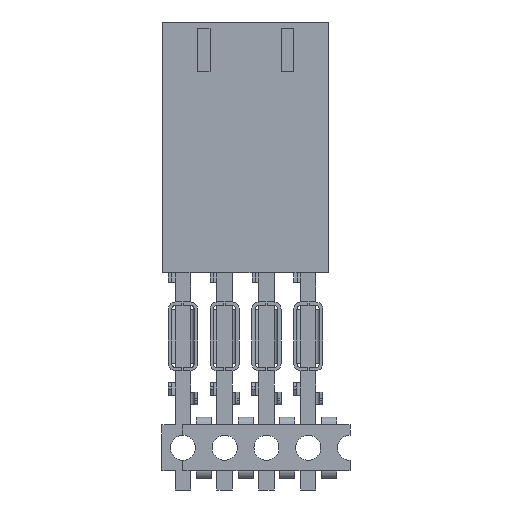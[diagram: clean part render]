
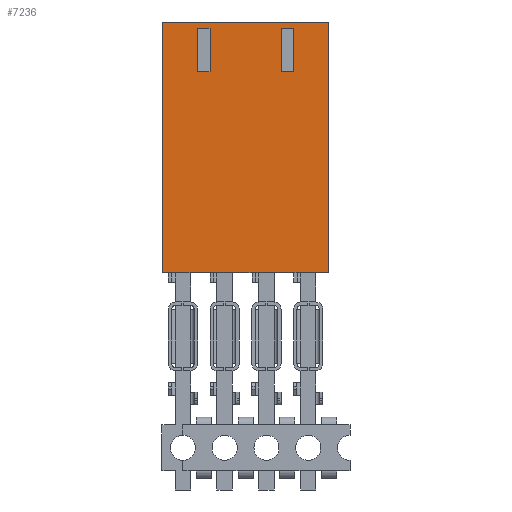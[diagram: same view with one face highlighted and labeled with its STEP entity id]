
A CAD part, front view. The second image highlights one B-rep face of the part: STEP entity #7236.
In plain terms, the highlighted planar face has unit normal (0, -1, 0).
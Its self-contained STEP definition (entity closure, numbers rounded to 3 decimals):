
#84=DIRECTION('',(1.,0.,0.));
#85=VECTOR('',#84,10.109);
#86=CARTESIAN_POINT('',(-5.055,-1.245,0.));
#87=LINE('',#86,#85);
#156=DIRECTION('',(0.,0.,-1.));
#157=VECTOR('',#156,2.642);
#158=CARTESIAN_POINT('',(-2.921,-1.245,-0.381));
#159=LINE('',#158,#157);
#160=DIRECTION('',(1.,0.,0.));
#161=VECTOR('',#160,0.762);
#162=CARTESIAN_POINT('',(-2.921,-1.245,-3.023));
#163=LINE('',#162,#161);
#164=DIRECTION('',(0.,0.,1.));
#165=VECTOR('',#164,2.642);
#166=CARTESIAN_POINT('',(-2.159,-1.245,-3.023));
#167=LINE('',#166,#165);
#168=DIRECTION('',(-1.,0.,0.));
#169=VECTOR('',#168,0.762);
#170=CARTESIAN_POINT('',(-2.159,-1.245,-0.381));
#171=LINE('',#170,#169);
#172=DIRECTION('',(0.,0.,1.));
#173=VECTOR('',#172,2.642);
#174=CARTESIAN_POINT('',(2.921,-1.245,-3.023));
#175=LINE('',#174,#173);
#176=DIRECTION('',(-1.,0.,0.));
#177=VECTOR('',#176,0.762);
#178=CARTESIAN_POINT('',(2.921,-1.245,-0.381));
#179=LINE('',#178,#177);
#180=DIRECTION('',(0.,0.,-1.));
#181=VECTOR('',#180,2.642);
#182=CARTESIAN_POINT('',(2.159,-1.245,-0.381));
#183=LINE('',#182,#181);
#184=DIRECTION('',(1.,0.,0.));
#185=VECTOR('',#184,0.762);
#186=CARTESIAN_POINT('',(2.159,-1.245,-3.023));
#187=LINE('',#186,#185);
#188=DIRECTION('',(-1.,0.,0.));
#189=VECTOR('',#188,0.203);
#190=CARTESIAN_POINT('',(0.597,-1.245,-15.24));
#191=LINE('',#190,#189);
#192=DIRECTION('',(-1.,0.,0.));
#193=VECTOR('',#192,0.203);
#194=CARTESIAN_POINT('',(-1.943,-1.245,-15.24));
#195=LINE('',#194,#193);
#196=DIRECTION('',(-1.,0.,0.));
#197=VECTOR('',#196,0.203);
#198=CARTESIAN_POINT('',(-4.483,-1.245,-15.24));
#199=LINE('',#198,#197);
#200=DIRECTION('',(0.,0.,-1.));
#201=VECTOR('',#200,15.24);
#202=CARTESIAN_POINT('',(-5.055,-1.245,0.));
#203=LINE('',#202,#201);
#204=DIRECTION('',(-1.,0.,0.));
#205=VECTOR('',#204,0.203);
#206=CARTESIAN_POINT('',(3.137,-1.245,-15.24));
#207=LINE('',#206,#205);
#276=DIRECTION('',(1.,0.,0.));
#277=VECTOR('',#276,1.918);
#278=CARTESIAN_POINT('',(3.137,-1.245,-15.24));
#279=LINE('',#278,#277);
#292=DIRECTION('',(1.,0.,0.));
#293=VECTOR('',#292,0.368);
#294=CARTESIAN_POINT('',(-5.055,-1.245,-15.24));
#295=LINE('',#294,#293);
#338=DIRECTION('',(1.,0.,0.));
#339=VECTOR('',#338,2.337);
#340=CARTESIAN_POINT('',(-4.483,-1.245,-15.24));
#341=LINE('',#340,#339);
#384=DIRECTION('',(1.,0.,0.));
#385=VECTOR('',#384,2.337);
#386=CARTESIAN_POINT('',(-1.943,-1.245,-15.24));
#387=LINE('',#386,#385);
#430=DIRECTION('',(1.,0.,0.));
#431=VECTOR('',#430,2.337);
#432=CARTESIAN_POINT('',(0.597,-1.245,-15.24));
#433=LINE('',#432,#431);
#4822=DIRECTION('',(0.,0.,-1.));
#4823=VECTOR('',#4822,15.24);
#4824=CARTESIAN_POINT('',(5.055,-1.245,0.));
#4825=LINE('',#4824,#4823);
#5525=CARTESIAN_POINT('',(-5.055,-1.245,0.));
#5527=VERTEX_POINT('',#5525);
#5528=CARTESIAN_POINT('',(5.055,-1.245,0.));
#5529=VERTEX_POINT('',#5528);
#5533=CARTESIAN_POINT('',(-5.055,-1.245,-15.24));
#5535=VERTEX_POINT('',#5533);
#5536=CARTESIAN_POINT('',(5.055,-1.245,-15.24));
#5538=VERTEX_POINT('',#5536);
#5604=CARTESIAN_POINT('',(-2.921,-1.245,-0.381));
#5605=CARTESIAN_POINT('',(-2.921,-1.245,-3.023));
#5606=VERTEX_POINT('',#5604);
#5607=VERTEX_POINT('',#5605);
#5608=CARTESIAN_POINT('',(-2.159,-1.245,-3.023));
#5609=VERTEX_POINT('',#5608);
#5610=CARTESIAN_POINT('',(-2.159,-1.245,-0.381));
#5611=VERTEX_POINT('',#5610);
#5736=CARTESIAN_POINT('',(2.921,-1.245,-3.023));
#5737=CARTESIAN_POINT('',(2.921,-1.245,-0.381));
#5738=VERTEX_POINT('',#5736);
#5739=VERTEX_POINT('',#5737);
#5740=CARTESIAN_POINT('',(2.159,-1.245,-3.023));
#5741=VERTEX_POINT('',#5740);
#5742=CARTESIAN_POINT('',(2.159,-1.245,-0.381));
#5743=VERTEX_POINT('',#5742);
#6029=CARTESIAN_POINT('',(-4.686,-1.245,-15.24));
#6031=VERTEX_POINT('',#6029);
#6181=CARTESIAN_POINT('',(-4.483,-1.245,-15.24));
#6183=VERTEX_POINT('',#6181);
#6235=CARTESIAN_POINT('',(-1.943,-1.245,-15.24));
#6237=VERTEX_POINT('',#6235);
#6239=CARTESIAN_POINT('',(-2.146,-1.245,-15.24));
#6241=VERTEX_POINT('',#6239);
#6536=CARTESIAN_POINT('',(0.597,-1.245,-15.24));
#6538=VERTEX_POINT('',#6536);
#6540=CARTESIAN_POINT('',(0.394,-1.245,-15.24));
#6542=VERTEX_POINT('',#6540);
#6843=CARTESIAN_POINT('',(3.137,-1.245,-15.24));
#6845=VERTEX_POINT('',#6843);
#6847=CARTESIAN_POINT('',(2.934,-1.245,-15.24));
#6849=VERTEX_POINT('',#6847);
#7187=CARTESIAN_POINT('',(-5.055,-1.245,0.));
#7188=DIRECTION('',(0.,-1.,0.));
#7189=DIRECTION('',(1.,0.,0.));
#7190=AXIS2_PLACEMENT_3D('',#7187,#7188,#7189);
#7191=PLANE('',#7190);
#7193=ORIENTED_EDGE('',*,*,#7192,.F.);
#7195=ORIENTED_EDGE('',*,*,#7194,.T.);
#7197=ORIENTED_EDGE('',*,*,#7196,.F.);
#7199=ORIENTED_EDGE('',*,*,#7198,.T.);
#7201=ORIENTED_EDGE('',*,*,#7200,.F.);
#7203=ORIENTED_EDGE('',*,*,#7202,.T.);
#7205=ORIENTED_EDGE('',*,*,#7204,.F.);
#7206=ORIENTED_EDGE('',*,*,#7178,.F.);
#7207=ORIENTED_EDGE('',*,*,#7127,.T.);
#7209=ORIENTED_EDGE('',*,*,#7208,.T.);
#7211=ORIENTED_EDGE('',*,*,#7210,.F.);
#7213=ORIENTED_EDGE('',*,*,#7212,.T.);
#7214=EDGE_LOOP('',(#7193,#7195,#7197,#7199,#7201,#7203,#7205,#7206,#7207,#7209,
#7211,#7213));
#7215=FACE_OUTER_BOUND('',#7214,.F.);
#7217=ORIENTED_EDGE('',*,*,#7216,.T.);
#7219=ORIENTED_EDGE('',*,*,#7218,.T.);
#7221=ORIENTED_EDGE('',*,*,#7220,.T.);
#7223=ORIENTED_EDGE('',*,*,#7222,.T.);
#7224=EDGE_LOOP('',(#7217,#7219,#7221,#7223));
#7225=FACE_BOUND('',#7224,.F.);
#7227=ORIENTED_EDGE('',*,*,#7226,.T.);
#7229=ORIENTED_EDGE('',*,*,#7228,.T.);
#7231=ORIENTED_EDGE('',*,*,#7230,.T.);
#7233=ORIENTED_EDGE('',*,*,#7232,.T.);
#7234=EDGE_LOOP('',(#7227,#7229,#7231,#7233));
#7235=FACE_BOUND('',#7234,.F.);
#7236=ADVANCED_FACE('',(#7215,#7225,#7235),#7191,.T.);
#7127=EDGE_CURVE('',#5527,#5529,#87,.T.);
#7178=EDGE_CURVE('',#5527,#5535,#203,.T.);
#7192=EDGE_CURVE('',#6538,#6849,#433,.T.);
#7194=EDGE_CURVE('',#6538,#6542,#191,.T.);
#7196=EDGE_CURVE('',#6237,#6542,#387,.T.);
#7198=EDGE_CURVE('',#6237,#6241,#195,.T.);
#7200=EDGE_CURVE('',#6183,#6241,#341,.T.);
#7202=EDGE_CURVE('',#6183,#6031,#199,.T.);
#7204=EDGE_CURVE('',#5535,#6031,#295,.T.);
#7208=EDGE_CURVE('',#5529,#5538,#4825,.T.);
#7210=EDGE_CURVE('',#6845,#5538,#279,.T.);
#7212=EDGE_CURVE('',#6845,#6849,#207,.T.);
#7216=EDGE_CURVE('',#5606,#5607,#159,.T.);
#7218=EDGE_CURVE('',#5607,#5609,#163,.T.);
#7220=EDGE_CURVE('',#5609,#5611,#167,.T.);
#7222=EDGE_CURVE('',#5611,#5606,#171,.T.);
#7226=EDGE_CURVE('',#5738,#5739,#175,.T.);
#7228=EDGE_CURVE('',#5739,#5743,#179,.T.);
#7230=EDGE_CURVE('',#5743,#5741,#183,.T.);
#7232=EDGE_CURVE('',#5741,#5738,#187,.T.);
